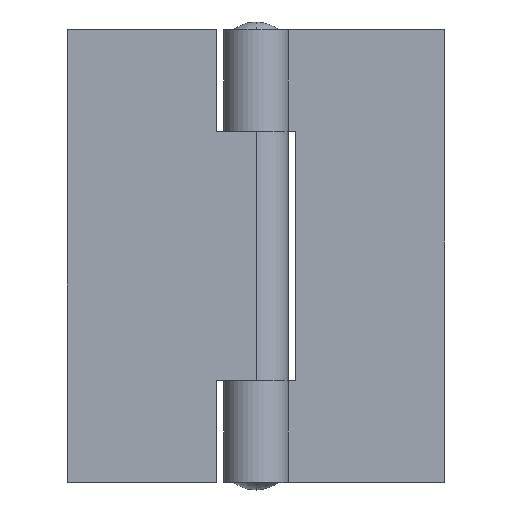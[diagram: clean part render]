
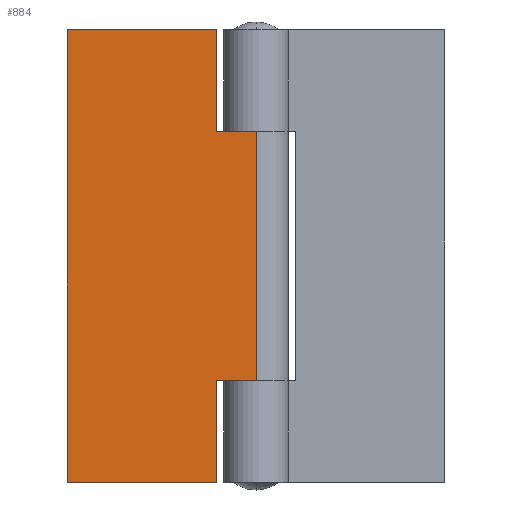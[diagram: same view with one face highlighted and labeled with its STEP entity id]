
A CAD part, top view. The second image highlights one B-rep face of the part: STEP entity #884.
In plain terms, the highlighted face is planar.
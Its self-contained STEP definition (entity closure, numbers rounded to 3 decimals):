
#19 = CARTESIAN_POINT ( 'NONE',  ( 0., -16.5, -4.25 ) ) ;
#47 = DIRECTION ( 'NONE',  ( 0., -1., 0. ) ) ;
#48 = VECTOR ( 'NONE', #47, 1000. ) ;
#49 = CARTESIAN_POINT ( 'NONE',  ( 25., 30., -4.25 ) ) ;
#50 = LINE ( 'NONE', #49, #48 ) ;
#51 = DIRECTION ( 'NONE',  ( -1., 0., 0. ) ) ;
#52 = VECTOR ( 'NONE', #51, 1000. ) ;
#53 = CARTESIAN_POINT ( 'NONE',  ( -4.25, -16.5, -4.25 ) ) ;
#54 = LINE ( 'NONE', #53, #52 ) ;
#55 = DIRECTION ( 'NONE',  ( 0., 1., 0. ) ) ;
#56 = VECTOR ( 'NONE', #55, 1000. ) ;
#57 = CARTESIAN_POINT ( 'NONE',  ( 5.25, -30., -4.25 ) ) ;
#58 = LINE ( 'NONE', #57, #56 ) ;
#59 = DIRECTION ( 'NONE',  ( 1., 0., 0. ) ) ;
#60 = DIRECTION ( 'NONE',  ( 0., 0., 1. ) ) ;
#61 = CARTESIAN_POINT ( 'NONE',  ( 0., 30., -4.25 ) ) ;
#62 = AXIS2_PLACEMENT_3D ( 'NONE', #61, #60, #59 ) ;
#63 = PLANE ( 'NONE',  #62 ) ;
#64 = FACE_OUTER_BOUND ( 'NONE', #882, .T. ) ;
#72 = CARTESIAN_POINT ( 'NONE',  ( 0., 16.5, -4.25 ) ) ;
#73 = DIRECTION ( 'NONE',  ( 0., -1., 0. ) ) ;
#74 = VECTOR ( 'NONE', #73, 1000. ) ;
#75 = CARTESIAN_POINT ( 'NONE',  ( 0., 30., -4.25 ) ) ;
#76 = LINE ( 'NONE', #75, #74 ) ;
#77 = CARTESIAN_POINT ( 'NONE',  ( 5.25, -30., -4.25 ) ) ;
#78 = DIRECTION ( 'NONE',  ( -1., 0., 0. ) ) ;
#79 = VECTOR ( 'NONE', #78, 1000. ) ;
#80 = CARTESIAN_POINT ( 'NONE',  ( 0., 30., -4.25 ) ) ;
#81 = LINE ( 'NONE', #80, #79 ) ;
#83 = CARTESIAN_POINT ( 'NONE',  ( 25., 30., -4.25 ) ) ;
#111 = CARTESIAN_POINT ( 'NONE',  ( 5.25, 30., -4.25 ) ) ;
#580 = VERTEX_POINT ( 'NONE', #961 ) ;
#581 = VERTEX_POINT ( 'NONE', #960 ) ;
#583 = EDGE_CURVE ( 'NONE', #913, #581, #959, .T. ) ;
#584 = ORIENTED_EDGE ( 'NONE', *, *, #585, .T. ) ;
#585 = EDGE_CURVE ( 'NONE', #581, #920, #955, .T. ) ;
#586 = ORIENTED_EDGE ( 'NONE', *, *, #907, .F. ) ;
#600 = ORIENTED_EDGE ( 'NONE', *, *, #892, .T. ) ;
#603 = ORIENTED_EDGE ( 'NONE', *, *, #649, .T. ) ;
#649 = EDGE_CURVE ( 'NONE', #655, #910, #1056, .T. ) ;
#655 = VERTEX_POINT ( 'NONE', #1105 ) ;
#863 = VERTEX_POINT ( 'NONE', #19 ) ;
#882 = EDGE_LOOP ( 'NONE', ( #891, #885, #890, #888, #584, #586, #600, #603 ) ) ;
#884 = ADVANCED_FACE ( 'NONE', ( #64 ), #63, .F. ) ;
#885 = ORIENTED_EDGE ( 'NONE', *, *, #889, .T. ) ;
#886 = EDGE_CURVE ( 'NONE', #910, #580, #58, .T. ) ;
#888 = ORIENTED_EDGE ( 'NONE', *, *, #583, .T. ) ;
#889 = EDGE_CURVE ( 'NONE', #580, #863, #54, .T. ) ;
#890 = ORIENTED_EDGE ( 'NONE', *, *, #911, .F. ) ;
#891 = ORIENTED_EDGE ( 'NONE', *, *, #886, .T. ) ;
#892 = EDGE_CURVE ( 'NONE', #905, #655, #50, .T. ) ;
#905 = VERTEX_POINT ( 'NONE', #83 ) ;
#907 = EDGE_CURVE ( 'NONE', #905, #920, #81, .T. ) ;
#910 = VERTEX_POINT ( 'NONE', #77 ) ;
#911 = EDGE_CURVE ( 'NONE', #913, #863, #76, .T. ) ;
#913 = VERTEX_POINT ( 'NONE', #72 ) ;
#920 = VERTEX_POINT ( 'NONE', #111 ) ;
#954 = CARTESIAN_POINT ( 'NONE',  ( 5.25, 30., -4.25 ) ) ;
#955 = LINE ( 'NONE', #954, #1017 ) ;
#956 = DIRECTION ( 'NONE',  ( 1., 0., 0. ) ) ;
#957 = VECTOR ( 'NONE', #956, 1000. ) ;
#958 = CARTESIAN_POINT ( 'NONE',  ( -4.25, 16.5, -4.25 ) ) ;
#959 = LINE ( 'NONE', #958, #957 ) ;
#960 = CARTESIAN_POINT ( 'NONE',  ( 5.25, 16.5, -4.25 ) ) ;
#961 = CARTESIAN_POINT ( 'NONE',  ( 5.25, -16.5, -4.25 ) ) ;
#1016 = DIRECTION ( 'NONE',  ( 0., 1., 0. ) ) ;
#1017 = VECTOR ( 'NONE', #1016, 1000. ) ;
#1053 = DIRECTION ( 'NONE',  ( -1., 0., 0. ) ) ;
#1054 = VECTOR ( 'NONE', #1053, 1000. ) ;
#1055 = CARTESIAN_POINT ( 'NONE',  ( 0., -30., -4.25 ) ) ;
#1056 = LINE ( 'NONE', #1055, #1054 ) ;
#1105 = CARTESIAN_POINT ( 'NONE',  ( 25., -30., -4.25 ) ) ;
